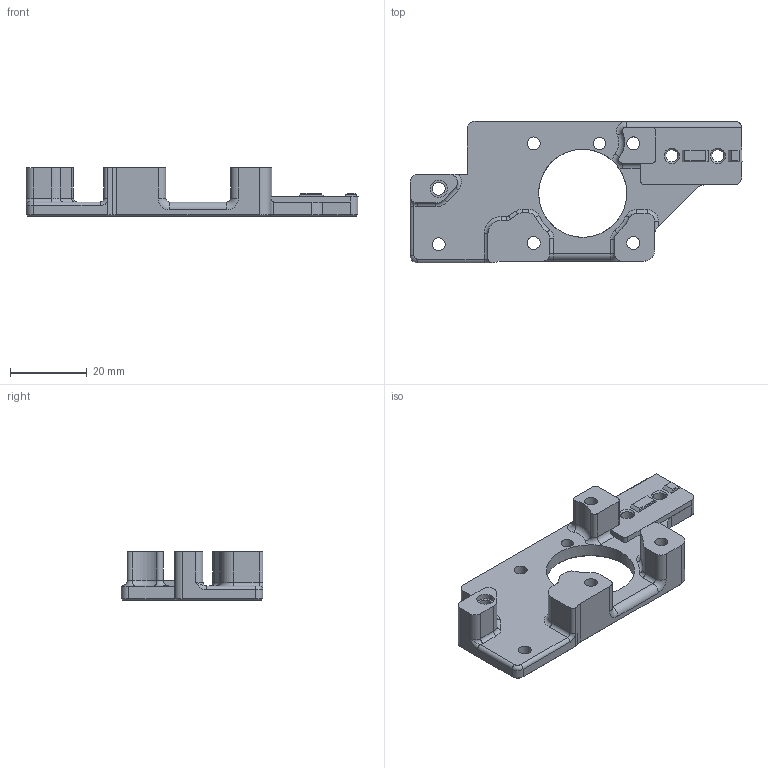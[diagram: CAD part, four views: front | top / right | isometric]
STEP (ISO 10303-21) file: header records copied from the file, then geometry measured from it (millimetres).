
FILE_DESCRIPTION(/* description */ (''),/* implementation_level */ '2;1');
FILE_NAME(/* name */ 'B_Drive_C_x1.step',/* time_stamp */ '2025-12-31T11:38:05-05:00',/* author */ (''),/* organization */ (''),/* preprocessor_version */ 'ST-DEVELOPER v20.1',/* originating_system */ 'Autodesk Translation Framework v14.21.0.0',/* authorisation */ '');
FILE_SCHEMA (('AUTOMOTIVE_DESIGN { 1 0 10303 214 3 1 1 }'));
Length unit declared in the file: millimetre
Products named in the file (1): B_Drive
Bounding box: 86.67 x 37.04 x 12.75 mm (x, y, z)
Volume: 11870.7 mm3; surface area: 7570 mm2
Topology: 1 solids, 2 shells, 199 faces, 498 edges, 305 vertices
Faces by surface type: plane 96, cylinder 60, cone 22, torus 18, bspline 3
Full cylindrical faces by diameter (mm): 3.2 x3, 3.4 x8, 4.5 x1, 23 x1
Entity records: 6127 total; most frequent: CARTESIAN_POINT 1208, DIRECTION 1059, ORIENTED_EDGE 994, EDGE_CURVE 497, AXIS2_PLACEMENT_3D 374, LINE 311, VECTOR 311, VERTEX_POINT 305
